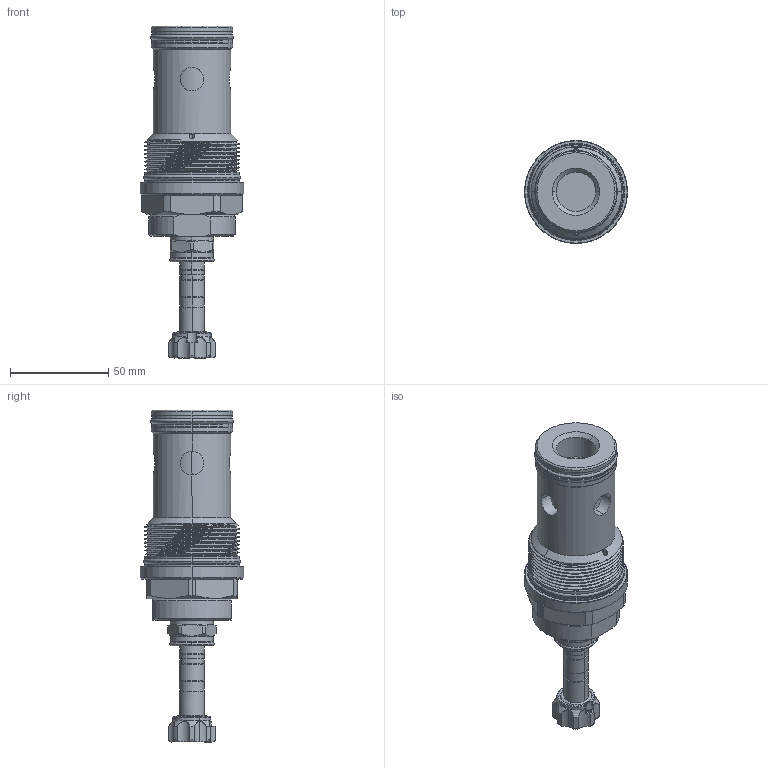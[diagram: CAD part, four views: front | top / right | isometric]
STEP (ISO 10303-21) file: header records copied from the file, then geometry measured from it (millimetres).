
FILE_DESCRIPTION (( 'STEP AP203' ), '1' );
FILE_NAME ('EP18A2A09N95.STEP', '2020-04-16T03:42:27', ( '' ), ( '' ), 'SwSTEP 2.0', 'SolidWorks 2018', '' );
FILE_SCHEMA (( 'CONFIG_CONTROL_DESIGN' ));
Length unit declared in the file: millimetre
Products named in the file (1): EP18A2A09N95
Bounding box: 52.37 x 52.37 x 168.6 mm (x, y, z)
Volume: 164370.9 mm3; surface area: 31563.2 mm2
Topology: 6 solids, 6 shells, 320 faces, 758 edges, 460 vertices
Faces by surface type: cylinder 145, torus 47, cone 47, plane 44, bspline 37
Entity records: 14414 total; most frequent: CARTESIAN_POINT 7304, ORIENTED_EDGE 1512, DIRECTION 1452, EDGE_CURVE 756, AXIS2_PLACEMENT_3D 622, VERTEX_POINT 460, EDGE_LOOP 344, CIRCLE 338
